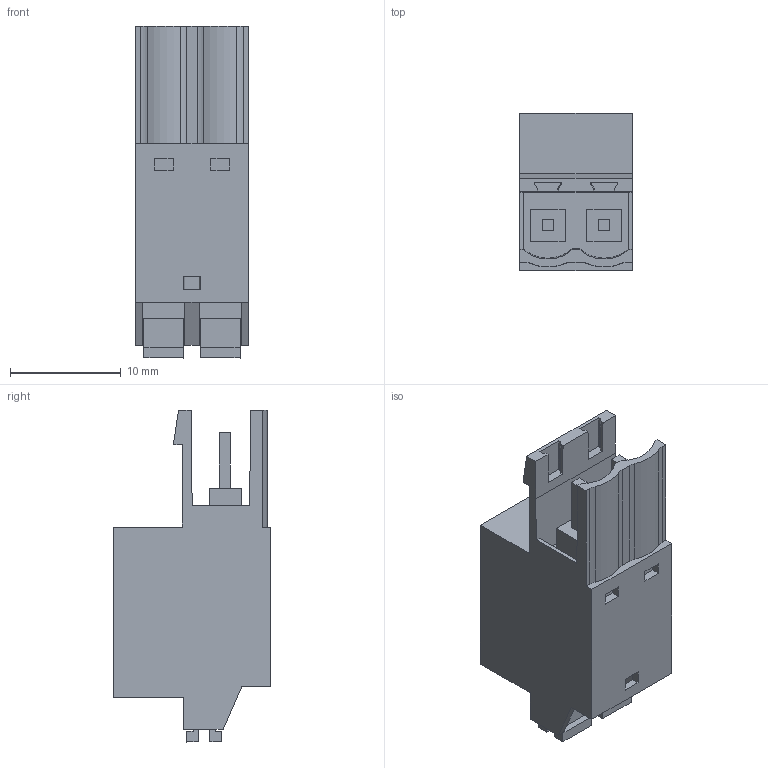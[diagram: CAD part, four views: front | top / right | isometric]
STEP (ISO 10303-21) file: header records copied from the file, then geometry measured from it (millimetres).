
FILE_DESCRIPTION(('CATIA V5 STEP Exchange','CAx-IF Rec.Pracs.--- Model Styling and Organization---1.4--- 2014-01-23'),'2;1');
FILE_NAME ('011685-2_0_1335560000_1335560000.stp','2021-07-01T15:15:52+00:00',('none'),('Weidmueller'),'CATIA Version 5-6 Release 2016 SP3 HF44','CATIA V5 STEP AP214','none');
FILE_SCHEMA(('AUTOMOTIVE_DESIGN { 1 0 10303 214 1 1 1 1 }'));
Length unit declared in the file: millimetre
Products named in the file (1): 1335560000
Bounding box: 10.16 x 14.2 x 29.93 mm (x, y, z)
Volume: 2275 mm3; surface area: 2325.7 mm2
Topology: 5 solids, 5 shells, 201 faces, 529 edges, 346 vertices
Faces by surface type: plane 179, cylinder 18, extrusion 4
Entity records: 6037 total; most frequent: CARTESIAN_POINT 1222, ORIENTED_EDGE 1058, DIRECTION 828, EDGE_CURVE 529, VECTOR 489, LINE 485, VERTEX_POINT 346, EDGE_LOOP 217
